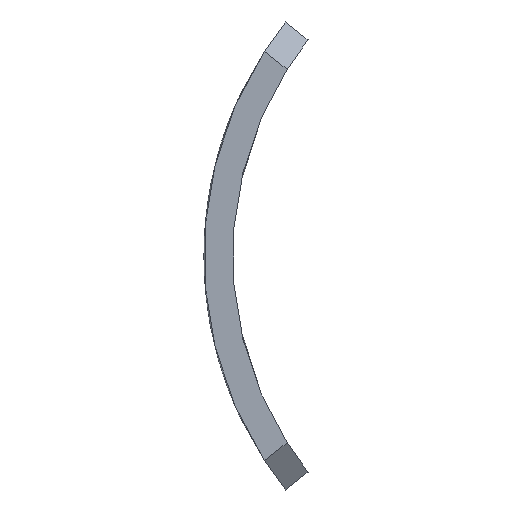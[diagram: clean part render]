
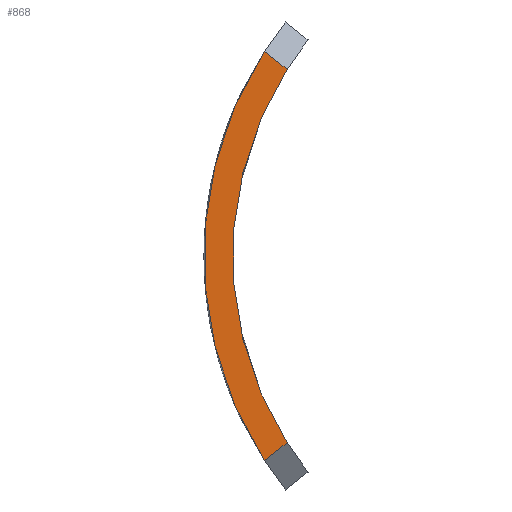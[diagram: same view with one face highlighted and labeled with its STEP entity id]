
A CAD part, left-side view. The second image highlights one B-rep face of the part: STEP entity #868.
In plain terms, the highlighted planar face has unit normal (-1, 0, 0).
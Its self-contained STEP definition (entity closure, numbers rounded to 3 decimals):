
#4 = VECTOR ( 'NONE', #631, 1000. ) ;
#18 = ORIENTED_EDGE ( 'NONE', *, *, #403, .F. ) ;
#24 = ORIENTED_EDGE ( 'NONE', *, *, #587, .T. ) ;
#30 = CARTESIAN_POINT ( 'NONE',  ( 0., 0., 0. ) ) ;
#53 = DIRECTION ( 'NONE',  ( 0., -0.784, 0.621 ) ) ;
#57 = CARTESIAN_POINT ( 'NONE',  ( 0., 0., 0. ) ) ;
#124 = DIRECTION ( 'NONE',  ( 0., 0., -1. ) ) ;
#128 = CARTESIAN_POINT ( 'NONE',  ( 0., 1.553, 1.959 ) ) ;
#137 = ORIENTED_EDGE ( 'NONE', *, *, #182, .T. ) ;
#140 = CARTESIAN_POINT ( 'NONE',  ( 0., 20.378, -12.96 ) ) ;
#157 = DIRECTION ( 'NONE',  ( 1., 0., 0. ) ) ;
#164 = VECTOR ( 'NONE', #53, 1000. ) ;
#177 = DIRECTION ( 'NONE',  ( 0., 0., -1. ) ) ;
#182 = EDGE_CURVE ( 'NONE', #287, #875, #721, .T. ) ;
#251 = PLANE ( 'NONE',  #864 ) ;
#287 = VERTEX_POINT ( 'NONE', #915 ) ;
#320 = VERTEX_POINT ( 'NONE', #140 ) ;
#352 = DIRECTION ( 'NONE',  ( 1., 0., 0. ) ) ;
#382 = AXIS2_PLACEMENT_3D ( 'NONE', #30, #352, #484 ) ;
#403 = EDGE_CURVE ( 'NONE', #836, #875, #443, .T. ) ;
#435 = CARTESIAN_POINT ( 'NONE',  ( 0., 22.047, 14.283 ) ) ;
#443 = CIRCLE ( 'NONE', #637, 26.15 ) ;
#454 = FACE_OUTER_BOUND ( 'NONE', #509, .T. ) ;
#484 = DIRECTION ( 'NONE',  ( 0., 0., -1. ) ) ;
#509 = EDGE_LOOP ( 'NONE', ( #18, #24, #884, #137 ) ) ;
#571 = EDGE_CURVE ( 'NONE', #320, #287, #905, .T. ) ;
#587 = EDGE_CURVE ( 'NONE', #836, #320, #812, .T. ) ;
#626 = DIRECTION ( 'NONE',  ( 1., 0., 0. ) ) ;
#631 = DIRECTION ( 'NONE',  ( 0., 0.784, 0.621 ) ) ;
#637 = AXIS2_PLACEMENT_3D ( 'NONE', #57, #626, #124 ) ;
#721 = LINE ( 'NONE', #435, #4 ) ;
#733 = CARTESIAN_POINT ( 'NONE',  ( 0., 21.953, 14.209 ) ) ;
#748 = CARTESIAN_POINT ( 'NONE',  ( 0., 0., 0. ) ) ;
#812 = LINE ( 'NONE', #128, #164 ) ;
#836 = VERTEX_POINT ( 'NONE', #860 ) ;
#860 = CARTESIAN_POINT ( 'NONE',  ( 0., 21.953, -14.209 ) ) ;
#864 = AXIS2_PLACEMENT_3D ( 'NONE', #748, #157, #177 ) ;
#868 = ADVANCED_FACE ( 'NONE', ( #454 ), #251, .F. ) ;
#875 = VERTEX_POINT ( 'NONE', #733 ) ;
#884 = ORIENTED_EDGE ( 'NONE', *, *, #571, .T. ) ;
#905 = CIRCLE ( 'NONE', #382, 24.15 ) ;
#915 = CARTESIAN_POINT ( 'NONE',  ( 0., 20.378, 12.96 ) ) ;
